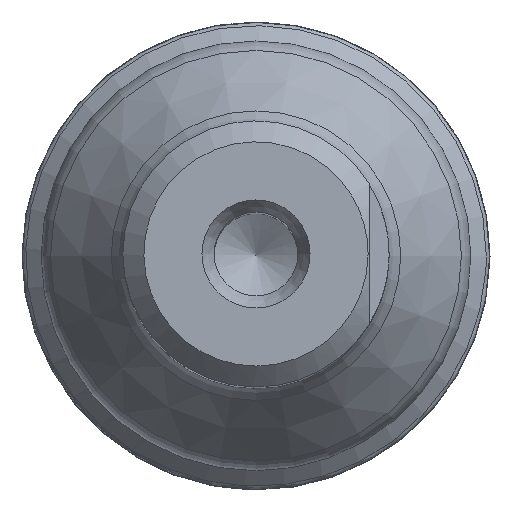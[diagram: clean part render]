
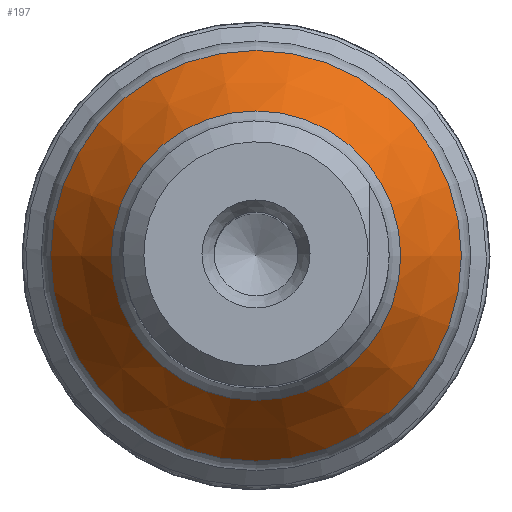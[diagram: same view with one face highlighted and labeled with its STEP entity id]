
A CAD part, top view. The second image highlights one B-rep face of the part: STEP entity #197.
In plain terms, the highlighted conical face has half-angle 35 degrees and reference radius 12 mm.
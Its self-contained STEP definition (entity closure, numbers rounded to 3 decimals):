
#134=CONICAL_SURFACE('',#877,12.,35.);
#197=ADVANCED_FACE('',(#318,#319),#134,.T.);
#318=FACE_BOUND('',#391,.T.);
#319=FACE_BOUND('',#392,.T.);
#391=EDGE_LOOP('',(#469));
#392=EDGE_LOOP('',(#470));
#469=ORIENTED_EDGE('',*,*,#591,.T.);
#470=ORIENTED_EDGE('',*,*,#592,.T.);
#547=VERTEX_POINT('',#1204);
#548=VERTEX_POINT('',#1206);
#591=EDGE_CURVE('',#547,#547,#638,.T.);
#592=EDGE_CURVE('',#548,#548,#639,.T.);
#638=CIRCLE('',#875,19.596);
#639=CIRCLE('',#876,13.808);
#875=AXIS2_PLACEMENT_3D('',#1203,#1017,#1018);
#876=AXIS2_PLACEMENT_3D('',#1205,#1019,#1020);
#877=AXIS2_PLACEMENT_3D('',#1207,#1021,#1022);
#1017=DIRECTION('',(0.,0.,1.));
#1018=DIRECTION('',(1.,0.,0.));
#1019=DIRECTION('',(0.,0.,-1.));
#1020=DIRECTION('',(-1.,0.,0.));
#1021=DIRECTION('',(0.,0.,-1.));
#1022=DIRECTION('',(-1.,0.,0.));
#1203=CARTESIAN_POINT('',(0.,0.,-25.848));
#1204=CARTESIAN_POINT('',(19.596,0.,-25.848));
#1205=CARTESIAN_POINT('',(0.,0.,-17.583));
#1206=CARTESIAN_POINT('',(-13.808,0.,-17.583));
#1207=CARTESIAN_POINT('',(0.,0.,-15.));
